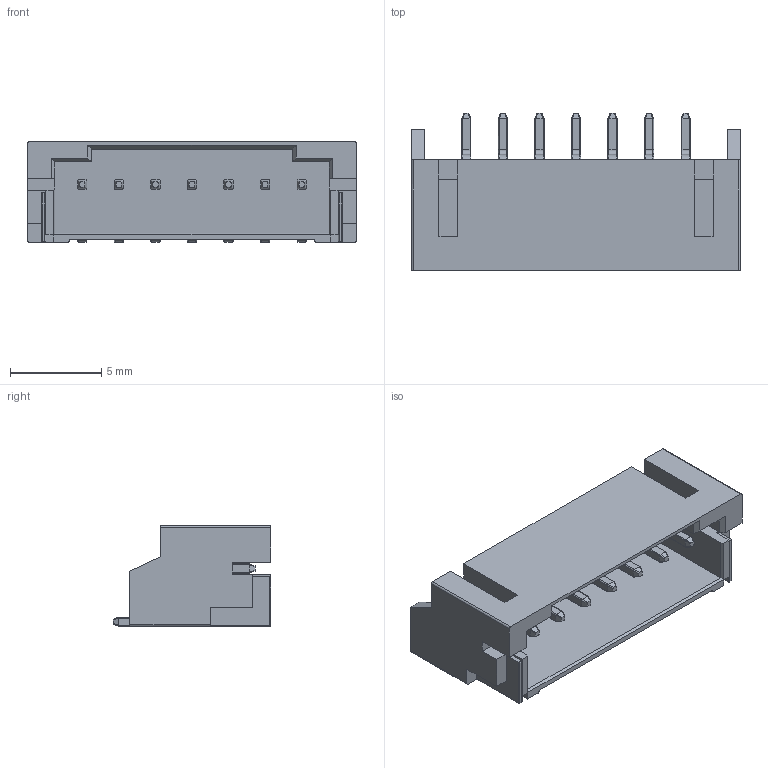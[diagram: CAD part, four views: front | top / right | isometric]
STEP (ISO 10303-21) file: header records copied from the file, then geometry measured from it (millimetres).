
FILE_DESCRIPTION (( 'STEP AP214' ), '1' );
FILE_NAME ('User Library-PH2.0-7PWB.STEP', '2024-03-20T07:48:37', ( '' ), ( '' ), 'SwSTEP 2.0', 'SolidWorks 2022', '' );
FILE_SCHEMA (( 'AUTOMOTIVE_DESIGN' ));
Length unit declared in the file: millimetre
Products named in the file (10): Designator9.STP; PH2_0_SMD-W-7P-4781_AF0_ASM.STP; PH2.0-7PWB.STP; User Library-PH2.0-7PWB; PH2_0_SMD-W-7P-9874_AF0_ASM.STP; 2_1_2_3_4_500.STP; PH2_0_SMD-W__1_2_30003.STP; 3_1_2_3_4_500.STP; PH2.0_SMD-W-7P.STP; 1_1_2_3_4_5_A.STP
Assembly tree (15 placements, depth 7):
  User Library-PH2.0-7PWB
    PH2.0-7PWB.STP
      Designator9.STP
        PH2.0_SMD-W-7P.STP
          PH2_0_SMD-W-7P-9874_AF0_ASM.STP
            PH2_0_SMD-W-7P-4781_AF0_ASM.STP
              2_1_2_3_4_500.STP
              1_1_2_3_4_5_A.STP
              3_1_2_3_4_500.STP
            PH2_0_SMD-W__1_2_30003.STP  x7
Bounding box: 18 x 8.6 x 5.5 mm (x, y, z)
Volume: 236.7 mm3; surface area: 906.3 mm2
Topology: 10 solids, 10 shells, 942 faces, 2420 edges, 1526 vertices
Faces by surface type: plane 592, cylinder 223, bspline 127
Entity records: 18728 total; most frequent: CARTESIAN_POINT 5780, ORIENTED_EDGE 3020, EDGE_CURVE 1510, B_SPLINE_CURVE_WITH_KNOTS 1450, DIRECTION 1020, VERTEX_POINT 986, EDGE_LOOP 600, FACE_OUTER_BOUND 564
